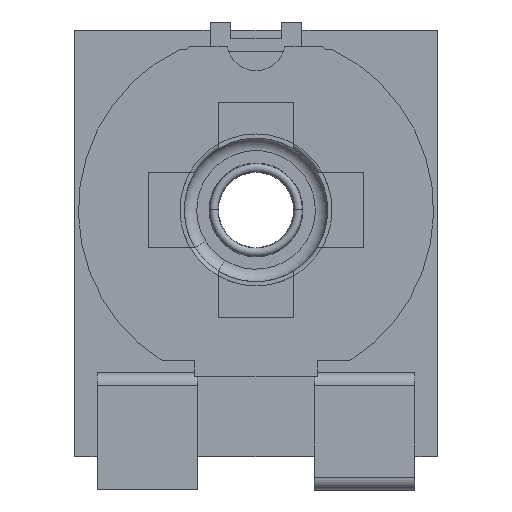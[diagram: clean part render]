
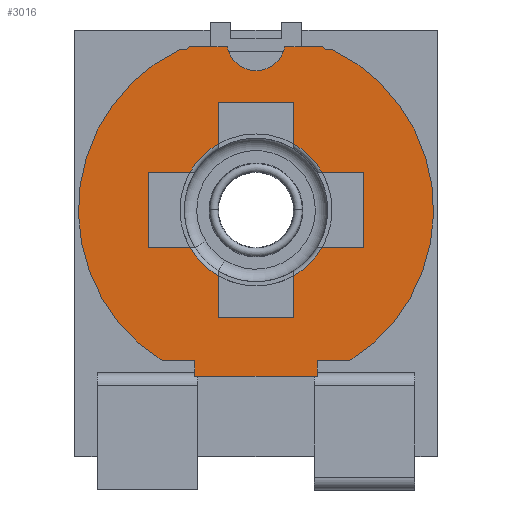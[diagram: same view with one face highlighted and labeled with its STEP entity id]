
A CAD part, top view. The second image highlights one B-rep face of the part: STEP entity #3016.
In plain terms, the highlighted planar face has unit normal (0, 0, 1).
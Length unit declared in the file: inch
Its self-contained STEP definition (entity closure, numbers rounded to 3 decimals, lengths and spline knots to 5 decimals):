
#686=DIRECTION('',(-1.,0.,0.));
#687=VECTOR('',#686,0.01);
#688=CARTESIAN_POINT('',(0.0693,-0.052,0.029));
#689=LINE('',#688,#687);
#700=CARTESIAN_POINT('',(0.0593,-0.052,0.029));
#730=CARTESIAN_POINT('',(0.0525,-0.0588,0.029));
#742=DIRECTION('',(0.,-1.,0.));
#743=VECTOR('',#742,0.01);
#744=CARTESIAN_POINT('',(0.0525,-0.0588,0.029));
#745=LINE('',#744,#743);
#812=DIRECTION('',(0.,1.,0.));
#813=VECTOR('',#812,0.01);
#814=CARTESIAN_POINT('',(0.0345,-0.0688,0.029));
#815=LINE('',#814,#813);
#826=CARTESIAN_POINT('',(0.0345,-0.0588,0.029));
#848=CARTESIAN_POINT('',(0.0277,-0.052,0.029));
#860=DIRECTION('',(-1.,0.,0.));
#861=VECTOR('',#860,0.01);
#862=CARTESIAN_POINT('',(0.0277,-0.052,0.029));
#863=LINE('',#862,#861);
#868=CARTESIAN_POINT('',(0.0435,-0.043,0.029));
#869=DIRECTION('',(0.,0.,-1.));
#870=DIRECTION('',(-0.495,-0.869,0.));
#871=AXIS2_PLACEMENT_3D('',#868,#869,#870);
#878=CARTESIAN_POINT('',(0.0435,-0.043,0.029));
#879=DIRECTION('',(0.,0.,1.));
#880=DIRECTION('',(-0.433,0.902,0.));
#881=AXIS2_PLACEMENT_3D('',#878,#879,#880);
#883=DIRECTION('',(-1.,0.,0.));
#884=VECTOR('',#883,0.00179);
#885=CARTESIAN_POINT('',(0.0269,-0.00468,0.029));
#886=LINE('',#885,#884);
#887=DIRECTION('',(-0.66,-0.751,0.));
#888=VECTOR('',#887,0.00097);
#889=CARTESIAN_POINT('',(0.02754,-0.00396,0.029));
#890=LINE('',#889,#888);
#891=DIRECTION('',(-1.,0.,0.));
#892=VECTOR('',#891,0.00908);
#893=CARTESIAN_POINT('',(0.03662,-0.00396,0.029));
#894=LINE('',#893,#892);
#895=CARTESIAN_POINT('',(0.0435,-0.0027,0.029));
#896=DIRECTION('',(0.,0.,-1.));
#897=DIRECTION('',(0.984,-0.179,0.));
#898=AXIS2_PLACEMENT_3D('',#895,#896,#897);
#900=DIRECTION('',(-1.,0.,0.));
#901=VECTOR('',#900,0.00908);
#902=CARTESIAN_POINT('',(0.05946,-0.00396,0.029));
#903=LINE('',#902,#901);
#904=DIRECTION('',(-0.66,0.751,0.));
#905=VECTOR('',#904,0.00097);
#906=CARTESIAN_POINT('',(0.0601,-0.00468,0.029));
#907=LINE('',#906,#905);
#908=DIRECTION('',(-1.,0.,0.));
#909=VECTOR('',#908,0.00179);
#910=CARTESIAN_POINT('',(0.06189,-0.00468,0.029));
#911=LINE('',#910,#909);
#912=CARTESIAN_POINT('',(0.0435,-0.043,0.029));
#913=DIRECTION('',(0.,0.,1.));
#914=DIRECTION('',(0.529,-0.849,0.));
#915=AXIS2_PLACEMENT_3D('',#912,#913,#914);
#917=DIRECTION('',(1.,0.,0.));
#918=VECTOR('',#917,0.0078);
#919=CARTESIAN_POINT('',(0.05818,-0.07907,0.029));
#920=LINE('',#919,#918);
#921=DIRECTION('',(0.,1.,0.));
#922=VECTOR('',#921,0.00382);
#923=CARTESIAN_POINT('',(0.05818,-0.08288,0.029));
#924=LINE('',#923,#922);
#925=DIRECTION('',(1.,0.,0.));
#926=VECTOR('',#925,0.02936);
#927=CARTESIAN_POINT('',(0.02882,-0.08288,0.029));
#928=LINE('',#927,#926);
#929=DIRECTION('',(0.,-1.,0.));
#930=VECTOR('',#929,0.00382);
#931=CARTESIAN_POINT('',(0.02882,-0.07907,0.029));
#932=LINE('',#931,#930);
#933=DIRECTION('',(1.,0.,0.));
#934=VECTOR('',#933,0.0078);
#935=CARTESIAN_POINT('',(0.02102,-0.07907,0.029));
#936=LINE('',#935,#934);
#937=DIRECTION('',(0.,-1.,0.));
#938=VECTOR('',#937,0.018);
#939=CARTESIAN_POINT('',(0.0177,-0.034,0.029));
#940=LINE('',#939,#938);
#941=DIRECTION('',(1.,0.,0.));
#942=VECTOR('',#941,0.018);
#943=CARTESIAN_POINT('',(0.0345,-0.0688,0.029));
#944=LINE('',#943,#942);
#945=DIRECTION('',(0.,1.,0.));
#946=VECTOR('',#945,0.018);
#947=CARTESIAN_POINT('',(0.0693,-0.052,0.029));
#948=LINE('',#947,#946);
#949=DIRECTION('',(-1.,0.,0.));
#950=VECTOR('',#949,0.018);
#951=CARTESIAN_POINT('',(0.0525,-0.0172,0.029));
#952=LINE('',#951,#950);
#1144=CARTESIAN_POINT('',(0.0345,-0.0272,0.029));
#1156=DIRECTION('',(0.,1.,0.));
#1157=VECTOR('',#1156,0.01);
#1158=CARTESIAN_POINT('',(0.0345,-0.0272,0.029));
#1159=LINE('',#1158,#1157);
#1164=CARTESIAN_POINT('',(0.0435,-0.043,0.029));
#1165=DIRECTION('',(0.,0.,-1.));
#1166=DIRECTION('',(-0.869,0.495,0.));
#1167=AXIS2_PLACEMENT_3D('',#1164,#1165,#1166);
#1182=DIRECTION('',(1.,0.,0.));
#1183=VECTOR('',#1182,0.01);
#1184=CARTESIAN_POINT('',(0.0177,-0.034,0.029));
#1185=LINE('',#1184,#1183);
#1196=CARTESIAN_POINT('',(0.0277,-0.034,0.029));
#1214=DIRECTION('',(0.,-1.,0.));
#1215=VECTOR('',#1214,0.01);
#1216=CARTESIAN_POINT('',(0.0525,-0.0172,0.029));
#1217=LINE('',#1216,#1215);
#1228=CARTESIAN_POINT('',(0.0525,-0.0272,0.029));
#1230=CARTESIAN_POINT('',(0.0435,-0.043,0.029));
#1231=DIRECTION('',(0.,0.,-1.));
#1232=DIRECTION('',(0.495,0.869,0.));
#1233=AXIS2_PLACEMENT_3D('',#1230,#1231,#1232);
#1248=CARTESIAN_POINT('',(0.0593,-0.034,0.029));
#1260=DIRECTION('',(1.,0.,0.));
#1261=VECTOR('',#1260,0.01);
#1262=CARTESIAN_POINT('',(0.0593,-0.034,0.029));
#1263=LINE('',#1262,#1261);
#1276=CARTESIAN_POINT('',(0.0435,-0.043,0.029));
#1277=DIRECTION('',(0.,0.,-1.));
#1278=DIRECTION('',(0.869,-0.495,0.));
#1279=AXIS2_PLACEMENT_3D('',#1276,#1277,#1278);
#1523=CARTESIAN_POINT('',(0.02511,-0.00468,0.029));
#1524=CARTESIAN_POINT('',(0.02102,-0.07907,0.029));
#1525=VERTEX_POINT('',#1523);
#1526=VERTEX_POINT('',#1524);
#1527=CARTESIAN_POINT('',(0.02882,-0.07907,0.029));
#1528=VERTEX_POINT('',#1527);
#1529=CARTESIAN_POINT('',(0.02882,-0.08288,0.029));
#1530=VERTEX_POINT('',#1529);
#1531=CARTESIAN_POINT('',(0.05818,-0.08288,0.029));
#1532=VERTEX_POINT('',#1531);
#1533=CARTESIAN_POINT('',(0.05818,-0.07907,0.029));
#1534=VERTEX_POINT('',#1533);
#1535=CARTESIAN_POINT('',(0.06598,-0.07907,0.029));
#1536=VERTEX_POINT('',#1535);
#1537=CARTESIAN_POINT('',(0.06189,-0.00468,0.029));
#1538=VERTEX_POINT('',#1537);
#1539=CARTESIAN_POINT('',(0.0601,-0.00468,0.029));
#1540=VERTEX_POINT('',#1539);
#1541=CARTESIAN_POINT('',(0.05946,-0.00396,0.029));
#1542=VERTEX_POINT('',#1541);
#1543=CARTESIAN_POINT('',(0.05038,-0.00396,0.029));
#1544=VERTEX_POINT('',#1543);
#1545=CARTESIAN_POINT('',(0.03662,-0.00396,0.029));
#1546=VERTEX_POINT('',#1545);
#1547=CARTESIAN_POINT('',(0.02754,-0.00396,0.029));
#1548=VERTEX_POINT('',#1547);
#1549=CARTESIAN_POINT('',(0.0269,-0.00468,0.029));
#1550=VERTEX_POINT('',#1549);
#1567=CARTESIAN_POINT('',(0.0345,-0.0688,0.029));
#1568=CARTESIAN_POINT('',(0.0525,-0.0688,0.029));
#1569=VERTEX_POINT('',#1567);
#1570=VERTEX_POINT('',#1568);
#1571=CARTESIAN_POINT('',(0.0693,-0.052,0.029));
#1572=CARTESIAN_POINT('',(0.0693,-0.034,0.029));
#1573=VERTEX_POINT('',#1571);
#1574=VERTEX_POINT('',#1572);
#1575=CARTESIAN_POINT('',(0.0525,-0.0172,0.029));
#1576=CARTESIAN_POINT('',(0.0345,-0.0172,0.029));
#1577=VERTEX_POINT('',#1575);
#1578=VERTEX_POINT('',#1576);
#1579=CARTESIAN_POINT('',(0.0177,-0.034,0.029));
#1580=CARTESIAN_POINT('',(0.0177,-0.052,0.029));
#1581=VERTEX_POINT('',#1579);
#1582=VERTEX_POINT('',#1580);
#1599=VERTEX_POINT('',#1144);
#1602=VERTEX_POINT('',#1196);
#1603=VERTEX_POINT('',#1248);
#1606=VERTEX_POINT('',#1228);
#1607=VERTEX_POINT('',#848);
#1610=VERTEX_POINT('',#826);
#1611=VERTEX_POINT('',#730);
#1614=VERTEX_POINT('',#700);
#2952=CARTESIAN_POINT('',(0.,0.,0.029));
#2953=DIRECTION('',(0.,0.,1.));
#2954=DIRECTION('',(1.,0.,0.));
#2955=AXIS2_PLACEMENT_3D('',#2952,#2953,#2954);
#2956=PLANE('',#2955);
#2958=ORIENTED_EDGE('',*,*,#2957,.F.);
#2960=ORIENTED_EDGE('',*,*,#2959,.F.);
#2962=ORIENTED_EDGE('',*,*,#2961,.F.);
#2964=ORIENTED_EDGE('',*,*,#2963,.F.);
#2966=ORIENTED_EDGE('',*,*,#2965,.F.);
#2968=ORIENTED_EDGE('',*,*,#2967,.F.);
#2970=ORIENTED_EDGE('',*,*,#2969,.F.);
#2972=ORIENTED_EDGE('',*,*,#2971,.F.);
#2974=ORIENTED_EDGE('',*,*,#2973,.F.);
#2976=ORIENTED_EDGE('',*,*,#2975,.F.);
#2978=ORIENTED_EDGE('',*,*,#2977,.F.);
#2980=ORIENTED_EDGE('',*,*,#2979,.F.);
#2982=ORIENTED_EDGE('',*,*,#2981,.F.);
#2984=ORIENTED_EDGE('',*,*,#2983,.F.);
#2985=EDGE_LOOP('',(#2958,#2960,#2962,#2964,#2966,#2968,#2970,#2972,#2974,#2976,
#2978,#2980,#2982,#2984));
#2986=FACE_OUTER_BOUND('',#2985,.F.);
#2988=ORIENTED_EDGE('',*,*,#2987,.F.);
#2990=ORIENTED_EDGE('',*,*,#2989,.F.);
#2992=ORIENTED_EDGE('',*,*,#2991,.T.);
#2993=ORIENTED_EDGE('',*,*,#2929,.F.);
#2994=ORIENTED_EDGE('',*,*,#2944,.F.);
#2995=ORIENTED_EDGE('',*,*,#2896,.F.);
#2997=ORIENTED_EDGE('',*,*,#2996,.T.);
#2998=ORIENTED_EDGE('',*,*,#2796,.F.);
#3000=ORIENTED_EDGE('',*,*,#2999,.F.);
#3001=ORIENTED_EDGE('',*,*,#2718,.F.);
#3003=ORIENTED_EDGE('',*,*,#3002,.T.);
#3005=ORIENTED_EDGE('',*,*,#3004,.F.);
#3007=ORIENTED_EDGE('',*,*,#3006,.F.);
#3009=ORIENTED_EDGE('',*,*,#3008,.F.);
#3011=ORIENTED_EDGE('',*,*,#3010,.T.);
#3013=ORIENTED_EDGE('',*,*,#3012,.F.);
#3014=EDGE_LOOP('',(#2988,#2990,#2992,#2993,#2994,#2995,#2997,#2998,#3000,#3001,
#3003,#3005,#3007,#3009,#3011,#3013));
#3015=FACE_BOUND('',#3014,.F.);
#3016=ADVANCED_FACE('',(#2986,#3015),#2956,.T.);
#872=CIRCLE('',#871,0.01818);
#882=CIRCLE('',#881,0.0425);
#899=CIRCLE('',#898,0.007);
#916=CIRCLE('',#915,0.0425);
#1168=CIRCLE('',#1167,0.01818);
#1234=CIRCLE('',#1233,0.01818);
#1280=CIRCLE('',#1279,0.01818);
#2718=EDGE_CURVE('',#1573,#1614,#689,.T.);
#2796=EDGE_CURVE('',#1611,#1570,#745,.T.);
#2896=EDGE_CURVE('',#1569,#1610,#815,.T.);
#2929=EDGE_CURVE('',#1607,#1582,#863,.T.);
#2944=EDGE_CURVE('',#1610,#1607,#872,.T.);
#2957=EDGE_CURVE('',#1525,#1526,#882,.T.);
#2959=EDGE_CURVE('',#1550,#1525,#886,.T.);
#2961=EDGE_CURVE('',#1548,#1550,#890,.T.);
#2963=EDGE_CURVE('',#1546,#1548,#894,.T.);
#2965=EDGE_CURVE('',#1544,#1546,#899,.T.);
#2967=EDGE_CURVE('',#1542,#1544,#903,.T.);
#2969=EDGE_CURVE('',#1540,#1542,#907,.T.);
#2971=EDGE_CURVE('',#1538,#1540,#911,.T.);
#2973=EDGE_CURVE('',#1536,#1538,#916,.T.);
#2975=EDGE_CURVE('',#1534,#1536,#920,.T.);
#2977=EDGE_CURVE('',#1532,#1534,#924,.T.);
#2979=EDGE_CURVE('',#1530,#1532,#928,.T.);
#2981=EDGE_CURVE('',#1528,#1530,#932,.T.);
#2983=EDGE_CURVE('',#1526,#1528,#936,.T.);
#2987=EDGE_CURVE('',#1602,#1599,#1168,.T.);
#2989=EDGE_CURVE('',#1581,#1602,#1185,.T.);
#2991=EDGE_CURVE('',#1581,#1582,#940,.T.);
#2996=EDGE_CURVE('',#1569,#1570,#944,.T.);
#2999=EDGE_CURVE('',#1614,#1611,#1280,.T.);
#3002=EDGE_CURVE('',#1573,#1574,#948,.T.);
#3004=EDGE_CURVE('',#1603,#1574,#1263,.T.);
#3006=EDGE_CURVE('',#1606,#1603,#1234,.T.);
#3008=EDGE_CURVE('',#1577,#1606,#1217,.T.);
#3010=EDGE_CURVE('',#1577,#1578,#952,.T.);
#3012=EDGE_CURVE('',#1599,#1578,#1159,.T.);
